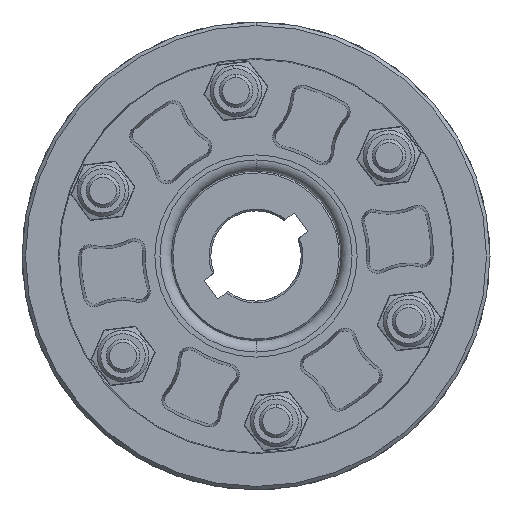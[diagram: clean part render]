
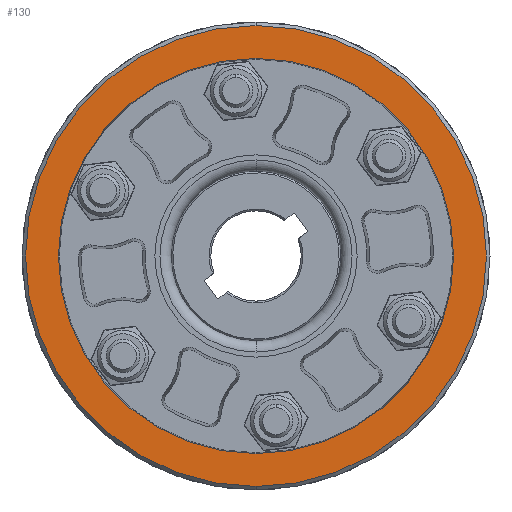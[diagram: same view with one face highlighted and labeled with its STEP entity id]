
A CAD part, front view. The second image highlights one B-rep face of the part: STEP entity #130.
In plain terms, the highlighted planar face has unit normal (0, -1, 0).
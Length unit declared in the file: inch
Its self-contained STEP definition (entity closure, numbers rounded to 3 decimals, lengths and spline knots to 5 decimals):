
#130 = ADVANCED_FACE ( 'NONE', ( #11565, #11573 ), #12575, .F. ) ;
#2995 = EDGE_LOOP ( 'NONE', ( #10260, #10261 ) ) ;
#3034 = EDGE_LOOP ( 'NONE', ( #10262, #10263 ) ) ;
#6689 = EDGE_CURVE ( 'NONE', #32796, #32797, #26810, .T. ) ;
#6698 = EDGE_CURVE ( 'NONE', #32798, #32799, #26824, .T. ) ;
#8941 = EDGE_CURVE ( 'NONE', #32797, #32796, #29302, .T. ) ;
#8977 = EDGE_CURVE ( 'NONE', #32799, #32798, #29349, .T. ) ;
#10260 = ORIENTED_EDGE ( 'NONE', *, *, #8941, .F. ) ;
#10261 = ORIENTED_EDGE ( 'NONE', *, *, #6689, .F. ) ;
#10262 = ORIENTED_EDGE ( 'NONE', *, *, #8977, .T. ) ;
#10263 = ORIENTED_EDGE ( 'NONE', *, *, #6698, .T. ) ;
#11565 = FACE_BOUND ( 'NONE', #2995, .T. ) ;
#11573 = FACE_OUTER_BOUND ( 'NONE', #3034, .T. ) ;
#12037 = AXIS2_PLACEMENT_3D ( 'NONE', #12574, #12577, #12578 ) ;
#12574 = CARTESIAN_POINT ( 'NONE',  ( 0.2, 0.03, 0. ) ) ;
#12575 = PLANE ( 'NONE',  #12037 ) ;
#12577 = DIRECTION ( 'NONE',  ( 0., 1., 0. ) ) ;
#12578 = DIRECTION ( 'NONE',  ( 0., 0., 1. ) ) ;
#25102 = AXIS2_PLACEMENT_3D ( 'NONE', #25771, #25780, #25781 ) ;
#25106 = AXIS2_PLACEMENT_3D ( 'NONE', #25801, #25802, #25803 ) ;
#25771 = CARTESIAN_POINT ( 'NONE',  ( 0., 0.03, 0. ) ) ;
#25780 = DIRECTION ( 'NONE',  ( 0., -1., 0. ) ) ;
#25781 = DIRECTION ( 'NONE',  ( 0., 0., -1. ) ) ;
#25801 = CARTESIAN_POINT ( 'NONE',  ( 0., 0.03, 0. ) ) ;
#25802 = DIRECTION ( 'NONE',  ( 0., -1., 0. ) ) ;
#25803 = DIRECTION ( 'NONE',  ( 0., 0., 1. ) ) ;
#26810 = CIRCLE ( 'NONE', #25102, 1.1137 ) ;
#26824 = CIRCLE ( 'NONE', #25106, 1.29875 ) ;
#29302 = CIRCLE ( 'NONE', #30012, 1.1137 ) ;
#29349 = CIRCLE ( 'NONE', #30033, 1.29875 ) ;
#30012 = AXIS2_PLACEMENT_3D ( 'NONE', #30523, #30534, #30535 ) ;
#30033 = AXIS2_PLACEMENT_3D ( 'NONE', #30621, #30628, #30629 ) ;
#30523 = CARTESIAN_POINT ( 'NONE',  ( 0., 0.03, 0. ) ) ;
#30534 = DIRECTION ( 'NONE',  ( 0., -1., 0. ) ) ;
#30535 = DIRECTION ( 'NONE',  ( 0., 0., -1. ) ) ;
#30621 = CARTESIAN_POINT ( 'NONE',  ( 0., 0.03, 0. ) ) ;
#30628 = DIRECTION ( 'NONE',  ( 0., -1., 0. ) ) ;
#30629 = DIRECTION ( 'NONE',  ( 0., 0., 1. ) ) ;
#31161 = CARTESIAN_POINT ( 'NONE',  ( 0., 0.03, 1.1137 ) ) ;
#31162 = CARTESIAN_POINT ( 'NONE',  ( 0., 0.03, -1.1137 ) ) ;
#31163 = CARTESIAN_POINT ( 'NONE',  ( 0., 0.03, -1.29875 ) ) ;
#31164 = CARTESIAN_POINT ( 'NONE',  ( 0., 0.03, 1.29875 ) ) ;
#32796 = VERTEX_POINT ( 'NONE', #31161 ) ;
#32797 = VERTEX_POINT ( 'NONE', #31162 ) ;
#32798 = VERTEX_POINT ( 'NONE', #31163 ) ;
#32799 = VERTEX_POINT ( 'NONE', #31164 ) ;
